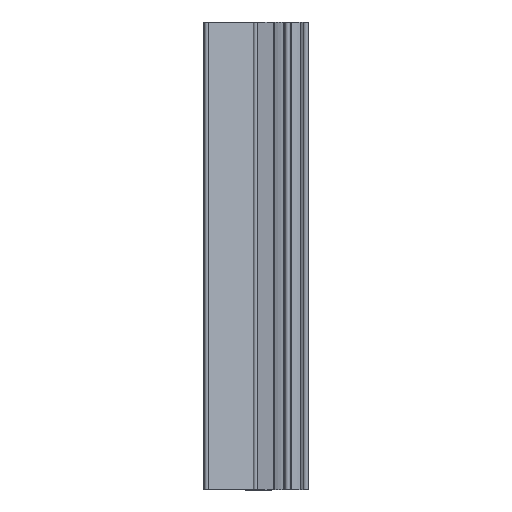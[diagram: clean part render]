
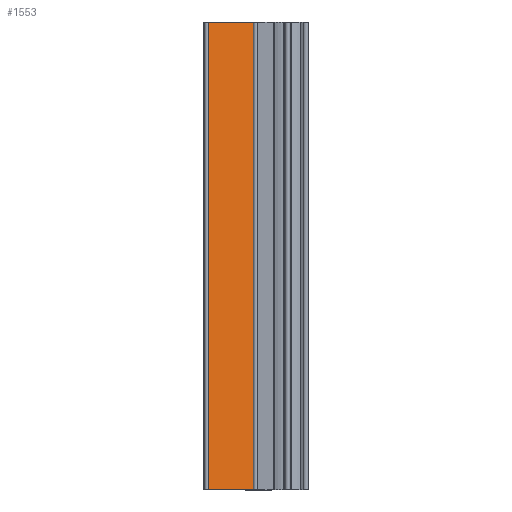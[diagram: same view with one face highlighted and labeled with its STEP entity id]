
A CAD part, top view. The second image highlights one B-rep face of the part: STEP entity #1553.
In plain terms, the highlighted planar face has unit normal (0.505, 0, 0.863).
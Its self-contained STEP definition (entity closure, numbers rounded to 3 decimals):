
#24=PLANE('',#1657);
#87=LINE('',#2301,#262);
#88=LINE('',#2303,#263);
#89=LINE('',#2305,#264);
#90=LINE('',#2307,#265);
#262=VECTOR('',#1838,1000.);
#263=VECTOR('',#1841,1000.);
#264=VECTOR('',#1842,1000.);
#265=VECTOR('',#1843,1000.);
#456=ORIENTED_EDGE('',*,*,#922,.F.);
#457=ORIENTED_EDGE('',*,*,#921,.F.);
#458=ORIENTED_EDGE('',*,*,#923,.T.);
#459=ORIENTED_EDGE('',*,*,#924,.T.);
#921=EDGE_CURVE('',#1150,#1149,#87,.T.);
#922=EDGE_CURVE('',#1149,#1151,#88,.T.);
#923=EDGE_CURVE('',#1150,#1152,#89,.T.);
#924=EDGE_CURVE('',#1152,#1151,#90,.T.);
#1149=VERTEX_POINT('',#2298);
#1150=VERTEX_POINT('',#2300);
#1151=VERTEX_POINT('',#2304);
#1152=VERTEX_POINT('',#2306);
#1360=EDGE_LOOP('',(#456,#457,#458,#459));
#1441=FACE_BOUND('',#1360,.T.);
#1553=ADVANCED_FACE('',(#1441),#24,.T.);
#1657=AXIS2_PLACEMENT_3D('',#2302,#1839,#1840);
#1838=DIRECTION('',(0.,1.,0.));
#1839=DIRECTION('',(0.505,0.,0.863));
#1840=DIRECTION('',(0.863,0.,-0.505));
#1841=DIRECTION('',(0.863,0.,-0.505));
#1842=DIRECTION('',(0.863,0.,-0.505));
#1843=DIRECTION('',(0.,1.,0.));
#2298=CARTESIAN_POINT('',(-14.174,50.,35.402));
#2300=CARTESIAN_POINT('',(-14.174,-50.,35.402));
#2301=CARTESIAN_POINT('',(-14.174,-50.,35.402));
#2302=CARTESIAN_POINT('',(-14.174,-50.,35.402));
#2303=CARTESIAN_POINT('',(-14.174,50.,35.402));
#2304=CARTESIAN_POINT('',(-2.313,50.,28.457));
#2305=CARTESIAN_POINT('',(-14.174,-50.,35.402));
#2306=CARTESIAN_POINT('',(-2.313,-50.,28.457));
#2307=CARTESIAN_POINT('',(-2.313,-50.,28.457));
